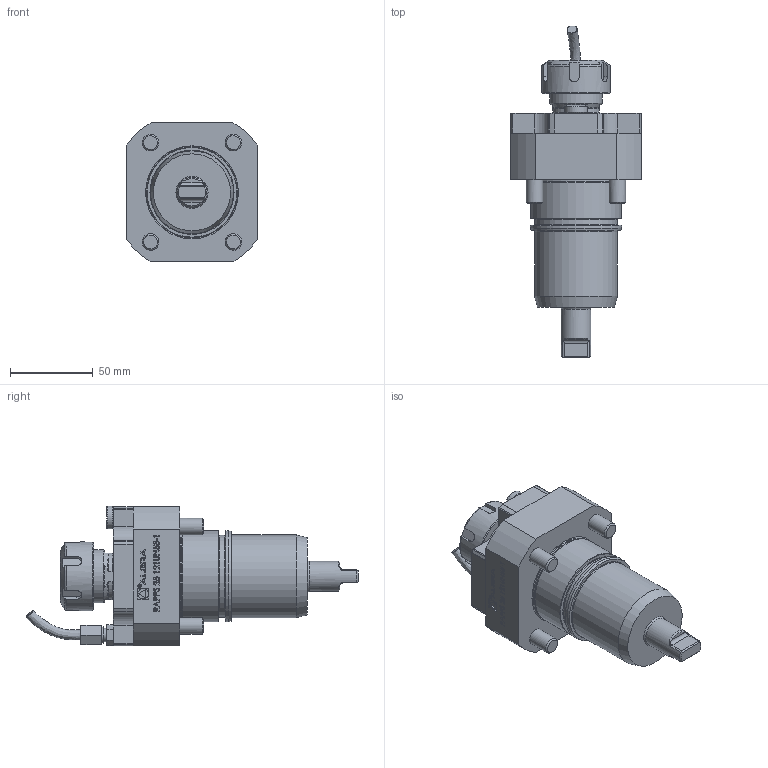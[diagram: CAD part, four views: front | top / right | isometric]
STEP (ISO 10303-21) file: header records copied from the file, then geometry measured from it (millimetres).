
FILE_DESCRIPTION (( 'STEP AP214' ), '1' );
FILE_NAME ('RAPPS25121UN55-1.STEP', '2025-01-07T15:42:42', ( '' ), ( '' ), 'SwSTEP 2.0', 'SolidWorks 2023', '' );
FILE_SCHEMA (( 'AUTOMOTIVE_DESIGN' ));
Length unit declared in the file: millimetre
Products named in the file (1): RAPPS25121UN55-1
Bounding box: 79 x 200.51 x 84.39 mm (x, y, z)
Volume: 443929.5 mm3; surface area: 47722.1 mm2
Topology: 1 solids, 1 shells, 517 faces, 1361 edges, 899 vertices
Faces by surface type: plane 306, cylinder 90, bspline 82, cone 23, torus 16
Full cylindrical faces by diameter (mm): 1.7 x1, 2.1 x1, 6.366 x1, 8.15 x1, 9.8 x1, 10 x4, 12 x1, 13.8 x1, 18 x1, 32 x1, 41.5 x1, 49.7 x1, 50 x1, 54.6 x1, 55 x2
Entity records: 24005 total; most frequent: CARTESIAN_POINT 8560, ORIENTED_EDGE 2616, DIRECTION 2137, EDGE_CURVE 1308, VERTEX_POINT 887, VECTOR 843, LINE 843, AXIS2_PLACEMENT_3D 647
